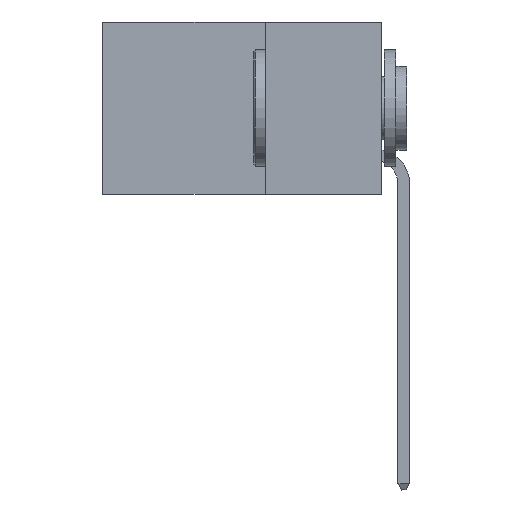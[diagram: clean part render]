
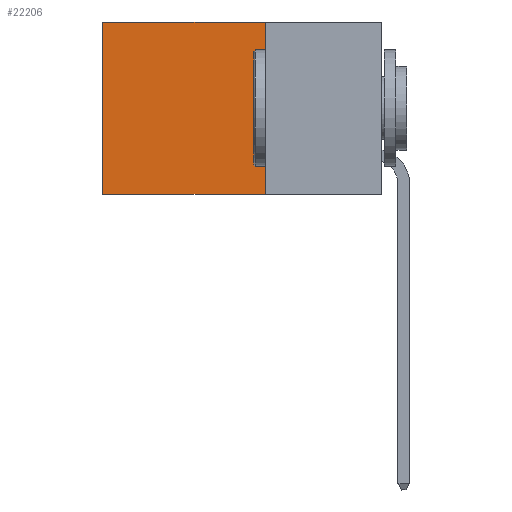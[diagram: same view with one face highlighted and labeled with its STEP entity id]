
A CAD part, left-side view. The second image highlights one B-rep face of the part: STEP entity #22206.
In plain terms, the highlighted planar face has unit normal (-1, 0, 0).
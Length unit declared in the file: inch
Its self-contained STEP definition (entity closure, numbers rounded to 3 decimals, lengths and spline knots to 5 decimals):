
#1117 = ORIENTED_EDGE ( 'NONE', *, *, #26389, .F. ) ;
#1391 = CARTESIAN_POINT ( 'NONE',  ( 0.2875, 0.25, 0. ) ) ;
#3167 = PLANE ( 'NONE',  #23546 ) ;
#3394 = ORIENTED_EDGE ( 'NONE', *, *, #23887, .F. ) ;
#4453 = ORIENTED_EDGE ( 'NONE', *, *, #27871, .T. ) ;
#4848 = ORIENTED_EDGE ( 'NONE', *, *, #16563, .T. ) ;
#7338 = CARTESIAN_POINT ( 'NONE',  ( 0.2875, 0.25, 0. ) ) ;
#7407 = CARTESIAN_POINT ( 'NONE',  ( 0.2875, 0.25, -0.37 ) ) ;
#7532 = DIRECTION ( 'NONE',  ( 0., 1., 0. ) ) ;
#7575 = VERTEX_POINT ( 'NONE', #7338 ) ;
#8129 = DIRECTION ( 'NONE',  ( 0., 0., -1. ) ) ;
#13174 = CARTESIAN_POINT ( 'NONE',  ( 0.2875, 0.25, -0.37 ) ) ;
#13677 = CARTESIAN_POINT ( 'NONE',  ( 0.2875, 0.6, 0. ) ) ;
#14659 = DIRECTION ( 'NONE',  ( 1., 0., 0. ) ) ;
#16563 = EDGE_CURVE ( 'NONE', #7575, #28585, #30802, .T. ) ;
#16577 = EDGE_LOOP ( 'NONE', ( #4453, #1117, #3394, #4848 ) ) ;
#16820 = VECTOR ( 'NONE', #20360, 39.37008 ) ;
#17742 = CARTESIAN_POINT ( 'NONE',  ( 0.2875, 0.25, 0. ) ) ;
#18003 = LINE ( 'NONE', #7407, #27049 ) ;
#19949 = VERTEX_POINT ( 'NONE', #30953 ) ;
#20360 = DIRECTION ( 'NONE',  ( 0., 0., -1. ) ) ;
#21137 = VERTEX_POINT ( 'NONE', #13174 ) ;
#22206 = ADVANCED_FACE ( 'NONE', ( #33574 ), #3167, .F. ) ;
#22662 = VECTOR ( 'NONE', #8129, 39.37008 ) ;
#23546 = AXIS2_PLACEMENT_3D ( 'NONE', #17742, #14659, #32054 ) ;
#23887 = EDGE_CURVE ( 'NONE', #7575, #21137, #24916, .T. ) ;
#24916 = LINE ( 'NONE', #34647, #16820 ) ;
#26389 = EDGE_CURVE ( 'NONE', #21137, #19949, #18003, .T. ) ;
#27049 = VECTOR ( 'NONE', #7532, 39.37008 ) ;
#27871 = EDGE_CURVE ( 'NONE', #28585, #19949, #32488, .T. ) ;
#28585 = VERTEX_POINT ( 'NONE', #31752 ) ;
#30802 = LINE ( 'NONE', #1391, #35727 ) ;
#30953 = CARTESIAN_POINT ( 'NONE',  ( 0.2875, 0.6, -0.37 ) ) ;
#31752 = CARTESIAN_POINT ( 'NONE',  ( 0.2875, 0.6, 0. ) ) ;
#32054 = DIRECTION ( 'NONE',  ( 0., 0., -1. ) ) ;
#32488 = LINE ( 'NONE', #13677, #22662 ) ;
#33574 = FACE_OUTER_BOUND ( 'NONE', #16577, .T. ) ;
#34647 = CARTESIAN_POINT ( 'NONE',  ( 0.2875, 0.25, 0. ) ) ;
#35727 = VECTOR ( 'NONE', #35963, 39.37008 ) ;
#35963 = DIRECTION ( 'NONE',  ( 0., 1., 0. ) ) ;
